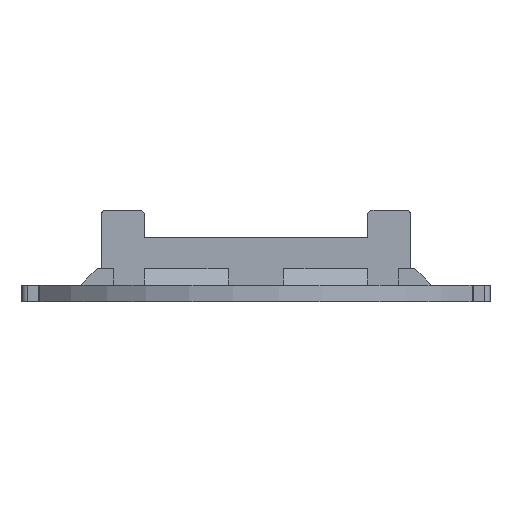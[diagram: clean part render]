
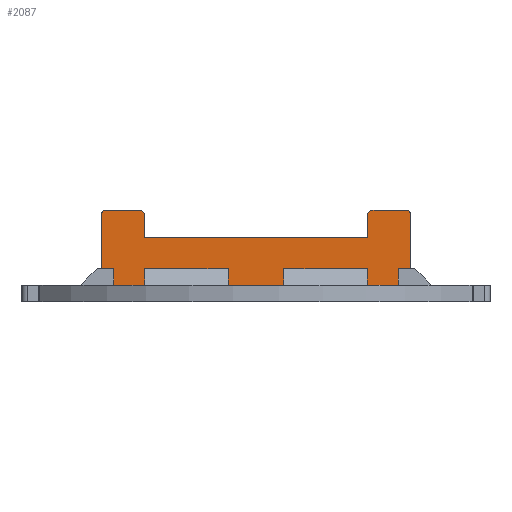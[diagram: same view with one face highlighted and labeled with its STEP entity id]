
A CAD part, left-side view. The second image highlights one B-rep face of the part: STEP entity #2087.
In plain terms, the highlighted planar face has unit normal (-1, 0, 0).
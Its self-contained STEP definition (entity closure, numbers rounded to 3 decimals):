
#8 = CARTESIAN_POINT ( 'NONE',  ( -0.075, -12.5, -26.82 ) ) ;
#9 = VERTEX_POINT ( 'NONE', #1777 ) ;
#22 = ORIENTED_EDGE ( 'NONE', *, *, #819, .T. ) ;
#47 = FACE_OUTER_BOUND ( 'NONE', #138, .T. ) ;
#69 = AXIS2_PLACEMENT_3D ( 'NONE', #8, #1107, #2060 ) ;
#78 = ORIENTED_EDGE ( 'NONE', *, *, #1215, .F. ) ;
#87 = AXIS2_PLACEMENT_3D ( 'NONE', #320, #1414, #151 ) ;
#91 = LINE ( 'NONE', #1251, #619 ) ;
#111 = AXIS2_PLACEMENT_3D ( 'NONE', #308, #1397, #133 ) ;
#129 = DIRECTION ( 'NONE',  ( 0., 0., -1. ) ) ;
#133 = DIRECTION ( 'NONE',  ( 0., 0., -1. ) ) ;
#138 = EDGE_LOOP ( 'NONE', ( #944, #1594, #1379, #22, #1946, #78, #1543, #1635, #1034, #1546, #998, #1095, #511, #993 ) ) ;
#144 = DIRECTION ( 'NONE',  ( 0., 1., 0. ) ) ;
#151 = DIRECTION ( 'NONE',  ( 0., 0., -1. ) ) ;
#181 = DIRECTION ( 'NONE',  ( 0., 1., 0. ) ) ;
#201 = CARTESIAN_POINT ( 'NONE',  ( -0.075, -8.5, 20. ) ) ;
#223 = AXIS2_PLACEMENT_3D ( 'NONE', #298, #1391, #129 ) ;
#230 = EDGE_CURVE ( 'NONE', #9, #1321, #503, .T. ) ;
#264 = VERTEX_POINT ( 'NONE', #201 ) ;
#298 = CARTESIAN_POINT ( 'NONE',  ( -0.075, -1., -28.82 ) ) ;
#299 = VECTOR ( 'NONE', #776, 1000. ) ;
#308 = CARTESIAN_POINT ( 'NONE',  ( -0.075, -12.5, 26.82 ) ) ;
#314 = DIRECTION ( 'NONE',  ( 0., 1., 0. ) ) ;
#319 = VERTEX_POINT ( 'NONE', #551 ) ;
#320 = CARTESIAN_POINT ( 'NONE',  ( -0.075, -12.5, -21. ) ) ;
#376 = CARTESIAN_POINT ( 'NONE',  ( -0.075, -13.5, -26.82 ) ) ;
#431 = VERTEX_POINT ( 'NONE', #1728 ) ;
#450 = AXIS2_PLACEMENT_3D ( 'NONE', #1058, #1050, #1042 ) ;
#502 = CARTESIAN_POINT ( 'NONE',  ( -0.075, -13.5, 21. ) ) ;
#503 = LINE ( 'NONE', #1314, #299 ) ;
#511 = ORIENTED_EDGE ( 'NONE', *, *, #230, .T. ) ;
#551 = CARTESIAN_POINT ( 'NONE',  ( -0.075, -1., 27.82 ) ) ;
#619 = VECTOR ( 'NONE', #1243, 1000. ) ;
#679 = DIRECTION ( 'NONE',  ( 1., 0., 0. ) ) ;
#689 = CARTESIAN_POINT ( 'NONE',  ( -0.075, -1., -27.82 ) ) ;
#752 = VECTOR ( 'NONE', #144, 1000. ) ;
#754 = CIRCLE ( 'NONE', #2112, 1. ) ;
#771 = CIRCLE ( 'NONE', #223, 1. ) ;
#774 = VECTOR ( 'NONE', #1708, 1000. ) ;
#776 = DIRECTION ( 'NONE',  ( 0., 0., -1. ) ) ;
#779 = LINE ( 'NONE', #1859, #752 ) ;
#780 = CIRCLE ( 'NONE', #111, 1. ) ;
#806 = LINE ( 'NONE', #1550, #808 ) ;
#808 = VECTOR ( 'NONE', #314, 1000. ) ;
#810 = EDGE_CURVE ( 'NONE', #431, #2184, #1008, .T. ) ;
#812 = EDGE_CURVE ( 'NONE', #431, #1072, #898, .T. ) ;
#815 = EDGE_CURVE ( 'NONE', #2008, #1072, #894, .T. ) ;
#819 = EDGE_CURVE ( 'NONE', #2008, #1909, #900, .T. ) ;
#820 = EDGE_CURVE ( 'NONE', #1909, #1228, #843, .T. ) ;
#834 = LINE ( 'NONE', #1402, #774 ) ;
#836 = VECTOR ( 'NONE', #181, 1000. ) ;
#841 = EDGE_CURVE ( 'NONE', #1169, #264, #806, .T. ) ;
#843 = LINE ( 'NONE', #991, #836 ) ;
#847 = VERTEX_POINT ( 'NONE', #502 ) ;
#848 = EDGE_CURVE ( 'NONE', #1169, #847, #943, .T. ) ;
#851 = CARTESIAN_POINT ( 'NONE',  ( -0.075, 0., -28.82 ) ) ;
#852 = EDGE_CURVE ( 'NONE', #1567, #847, #834, .T. ) ;
#853 = EDGE_CURVE ( 'NONE', #1567, #1474, #780, .T. ) ;
#867 = EDGE_CURVE ( 'NONE', #1474, #319, #779, .T. ) ;
#872 = VECTOR ( 'NONE', #1595, 1000. ) ;
#874 = EDGE_CURVE ( 'NONE', #319, #9, #754, .T. ) ;
#877 = DIRECTION ( 'NONE',  ( 0., 0., -1. ) ) ;
#884 = EDGE_CURVE ( 'NONE', #1321, #2184, #771, .T. ) ;
#894 = LINE ( 'NONE', #1440, #872 ) ;
#898 = CIRCLE ( 'NONE', #69, 1. ) ;
#900 = CIRCLE ( 'NONE', #87, 1. ) ;
#926 = DIRECTION ( 'NONE',  ( 0., 1., 0. ) ) ;
#943 = CIRCLE ( 'NONE', #2197, 1. ) ;
#944 = ORIENTED_EDGE ( 'NONE', *, *, #810, .F. ) ;
#991 = CARTESIAN_POINT ( 'NONE',  ( -0.075, -13.5, -20. ) ) ;
#993 = ORIENTED_EDGE ( 'NONE', *, *, #884, .T. ) ;
#998 = ORIENTED_EDGE ( 'NONE', *, *, #867, .T. ) ;
#1002 = VECTOR ( 'NONE', #926, 1000. ) ;
#1008 = LINE ( 'NONE', #1118, #1002 ) ;
#1034 = ORIENTED_EDGE ( 'NONE', *, *, #852, .F. ) ;
#1042 = DIRECTION ( 'NONE',  ( 0., 0., -1. ) ) ;
#1050 = DIRECTION ( 'NONE',  ( 1., 0., 0. ) ) ;
#1058 = CARTESIAN_POINT ( 'NONE',  ( -0.075, -8.5, 27.82 ) ) ;
#1071 = PLANE ( 'NONE',  #450 ) ;
#1072 = VERTEX_POINT ( 'NONE', #376 ) ;
#1088 = CARTESIAN_POINT ( 'NONE',  ( -0.075, -13.5, -21. ) ) ;
#1095 = ORIENTED_EDGE ( 'NONE', *, *, #874, .T. ) ;
#1107 = DIRECTION ( 'NONE',  ( -1., 0., 0. ) ) ;
#1118 = CARTESIAN_POINT ( 'NONE',  ( -0.075, -8.5, -27.82 ) ) ;
#1169 = VERTEX_POINT ( 'NONE', #1963 ) ;
#1188 = CARTESIAN_POINT ( 'NONE',  ( -0.075, -8.5, -20. ) ) ;
#1215 = EDGE_CURVE ( 'NONE', #264, #1228, #91, .T. ) ;
#1220 = CARTESIAN_POINT ( 'NONE',  ( -0.075, -12.5, -20. ) ) ;
#1228 = VERTEX_POINT ( 'NONE', #1188 ) ;
#1243 = DIRECTION ( 'NONE',  ( 0., 0., -1. ) ) ;
#1246 = CARTESIAN_POINT ( 'NONE',  ( -0.075, -12.5, 21. ) ) ;
#1251 = CARTESIAN_POINT ( 'NONE',  ( -0.075, -8.5, 27.82 ) ) ;
#1314 = CARTESIAN_POINT ( 'NONE',  ( -0.075, 0., 27.82 ) ) ;
#1321 = VERTEX_POINT ( 'NONE', #851 ) ;
#1379 = ORIENTED_EDGE ( 'NONE', *, *, #815, .F. ) ;
#1391 = DIRECTION ( 'NONE',  ( 1., 0., 0. ) ) ;
#1397 = DIRECTION ( 'NONE',  ( -1., 0., 0. ) ) ;
#1402 = CARTESIAN_POINT ( 'NONE',  ( -0.075, -13.5, 27.82 ) ) ;
#1414 = DIRECTION ( 'NONE',  ( -1., 0., 0. ) ) ;
#1440 = CARTESIAN_POINT ( 'NONE',  ( -0.075, -13.5, -27.82 ) ) ;
#1474 = VERTEX_POINT ( 'NONE', #2186 ) ;
#1543 = ORIENTED_EDGE ( 'NONE', *, *, #841, .F. ) ;
#1546 = ORIENTED_EDGE ( 'NONE', *, *, #853, .T. ) ;
#1550 = CARTESIAN_POINT ( 'NONE',  ( -0.075, -13.5, 20. ) ) ;
#1567 = VERTEX_POINT ( 'NONE', #1894 ) ;
#1594 = ORIENTED_EDGE ( 'NONE', *, *, #812, .T. ) ;
#1595 = DIRECTION ( 'NONE',  ( 0., 0., -1. ) ) ;
#1635 = ORIENTED_EDGE ( 'NONE', *, *, #848, .T. ) ;
#1700 = DIRECTION ( 'NONE',  ( 0., 0., -1. ) ) ;
#1708 = DIRECTION ( 'NONE',  ( 0., 0., -1. ) ) ;
#1728 = CARTESIAN_POINT ( 'NONE',  ( -0.075, -12.5, -27.82 ) ) ;
#1777 = CARTESIAN_POINT ( 'NONE',  ( -0.075, 0., 28.82 ) ) ;
#1854 = CARTESIAN_POINT ( 'NONE',  ( -0.075, -1., 28.82 ) ) ;
#1859 = CARTESIAN_POINT ( 'NONE',  ( -0.075, -8.5, 27.82 ) ) ;
#1894 = CARTESIAN_POINT ( 'NONE',  ( -0.075, -13.5, 26.82 ) ) ;
#1909 = VERTEX_POINT ( 'NONE', #1220 ) ;
#1946 = ORIENTED_EDGE ( 'NONE', *, *, #820, .T. ) ;
#1963 = CARTESIAN_POINT ( 'NONE',  ( -0.075, -12.5, 20. ) ) ;
#2008 = VERTEX_POINT ( 'NONE', #1088 ) ;
#2014 = DIRECTION ( 'NONE',  ( -1., 0., 0. ) ) ;
#2060 = DIRECTION ( 'NONE',  ( 0., 0., -1. ) ) ;
#2087 = ADVANCED_FACE ( 'NONE', ( #47 ), #1071, .F. ) ;
#2112 = AXIS2_PLACEMENT_3D ( 'NONE', #1854, #679, #1700 ) ;
#2184 = VERTEX_POINT ( 'NONE', #689 ) ;
#2186 = CARTESIAN_POINT ( 'NONE',  ( -0.075, -12.5, 27.82 ) ) ;
#2197 = AXIS2_PLACEMENT_3D ( 'NONE', #1246, #2014, #877 ) ;
